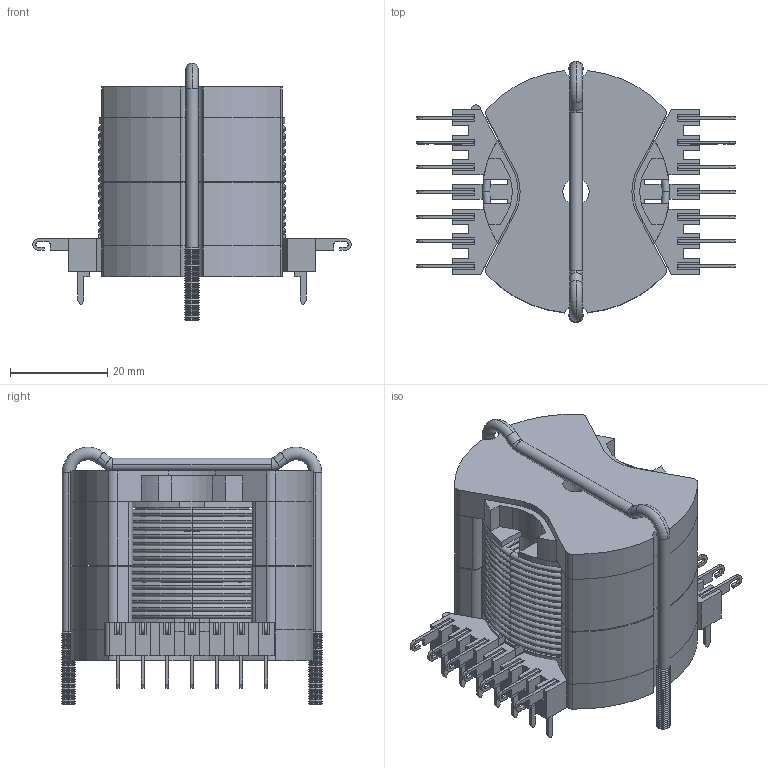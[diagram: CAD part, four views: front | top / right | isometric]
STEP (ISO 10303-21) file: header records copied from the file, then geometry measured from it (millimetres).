
FILE_DESCRIPTION((''),'2;1');
FILE_NAME('IND_EPCOS_PM 50-39_Part1.stp','2011-07-14T10:20:42',(''),(''),'Mechanical Desktop 2011','Mechanical Desktop 2011',', , ');
FILE_SCHEMA(('AUTOMOTIVE_DESIGN { 1 2 10303 214 1 1 1 1 }'));
Length unit declared in the file: millimetre
Products named in the file (1): Product
Bounding box: 65.5 x 53.8 x 52.99 mm (x, y, z)
Volume: 49547.4 mm3; surface area: 40969.8 mm2
Topology: 106 solids, 106 shells, 992 faces, 2252 edges, 1443 vertices
Faces by surface type: plane 344, cone 240, bspline 220, cylinder 120, torus 68
Entity records: 28160 total; most frequent: CARTESIAN_POINT 5725, DIRECTION 4598, ORIENTED_EDGE 4500, EDGE_CURVE 2250, AXIS2_PLACEMENT_3D 1573, VECTOR 1452, LINE 1452, VERTEX_POINT 1440
